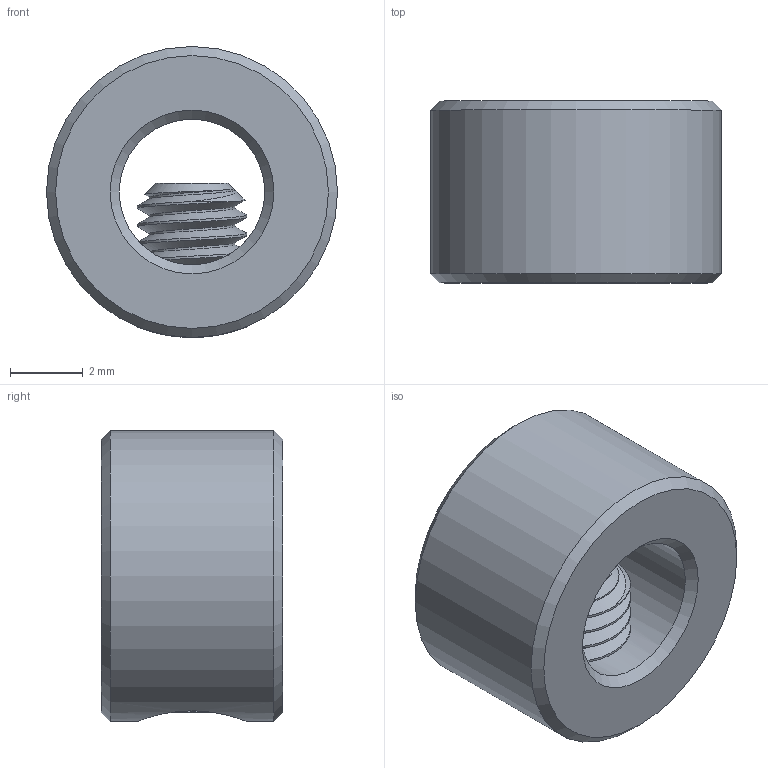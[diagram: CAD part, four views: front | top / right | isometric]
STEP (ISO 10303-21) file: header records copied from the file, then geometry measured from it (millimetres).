
FILE_DESCRIPTION(/* description */ (''),/* implementation_level */ '2;1');
FILE_NAME(/* name */ '4mm Locking Shaft Collar Adjusting Ring (Accu).step',/* time_stamp */ '2021-08-09T14:37:50+01:00',/* author */ (''),/* organization */ (''),/* preprocessor_version */ 'ST-DEVELOPER v18.1',/* originating_system */ 'Autodesk Translation Framework v10.9.0.1377',/* authorisation */ '');
FILE_SCHEMA (('AUTOMOTIVE_DESIGN { 1 0 10303 214 3 1 1 }'));
Length unit declared in the file: millimetre
Products named in the file (2): 4mm Locking Shaft Collar / Adjusting Ring (Accu) ; 92605A650_STAINLESS STEEL FLAT-TIP SET SCREW
Assembly tree (1 placements, depth 2):
  4mm Locking Shaft Collar / Adjusting Ring (Accu) 
    92605A650_STAINLESS STEEL FLAT-TIP SET SCREW
Bounding box: 8 x 5 x 8 mm (x, y, z)
Volume: 195.5 mm3; surface area: 327.7 mm2
Topology: 2 solids, 2 shells, 50 faces, 114 edges, 68 vertices
Faces by surface type: cylinder 18, plane 16, cone 13, bspline 3
Full cylindrical faces by diameter (mm): 2.35 x7, 2.529 x1, 3 x5, 4 x1, 8 x1
Entity records: 2630 total; most frequent: CARTESIAN_POINT 1546, ORIENTED_EDGE 226, DIRECTION 199, EDGE_CURVE 113, AXIS2_PLACEMENT_3D 79, VERTEX_POINT 68, EDGE_LOOP 55, FACE_OUTER_BOUND 50
